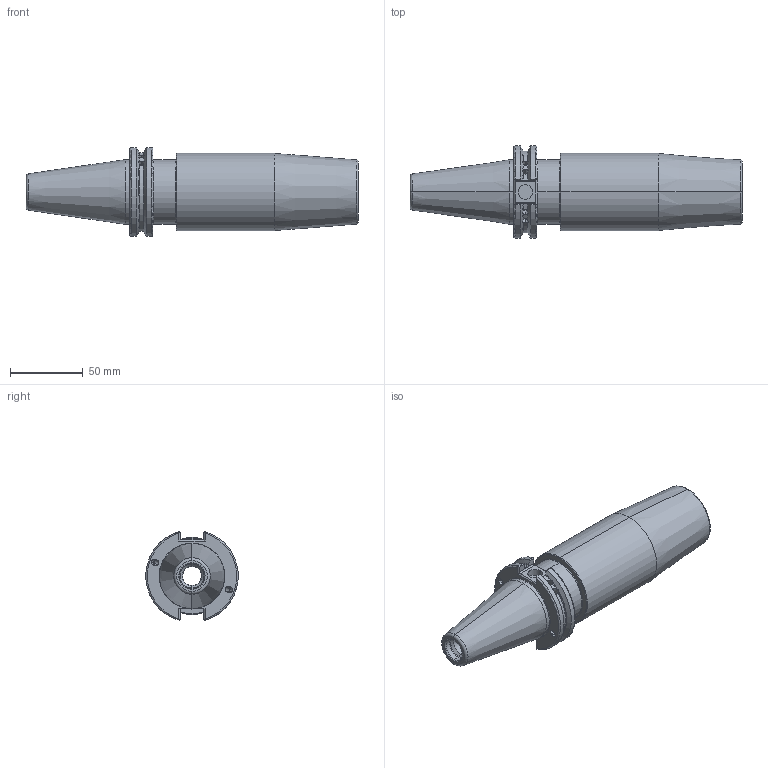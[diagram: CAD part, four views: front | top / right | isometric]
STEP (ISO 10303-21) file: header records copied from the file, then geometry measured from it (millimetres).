
FILE_DESCRIPTION (( 'STEP AP203' ), '1' );
FILE_NAME ('CA40B220-32160HP1.STEP', '2018-05-15T05:05:18', ( 'user' ), ( '' ), 'SwSTEP 2.0', 'SolidWorks 2013', '' );
FILE_SCHEMA (( 'CONFIG_CONTROL_DESIGN' ));
Length unit declared in the file: millimetre
Products named in the file (1): CA40B220-32160HP1
Bounding box: 228.25 x 63.33 x 61.05 mm (x, y, z)
Volume: 318909.5 mm3; surface area: 53451.6 mm2
Topology: 1 solids, 1 shells, 170 faces, 436 edges, 268 vertices
Faces by surface type: cylinder 56, plane 46, torus 36, cone 30, bspline 2
Entity records: 5790 total; most frequent: CARTESIAN_POINT 1728, ORIENTED_EDGE 856, DIRECTION 824, EDGE_CURVE 428, AXIS2_PLACEMENT_3D 337, VERTEX_POINT 268, EDGE_LOOP 184, FACE_OUTER_BOUND 170
